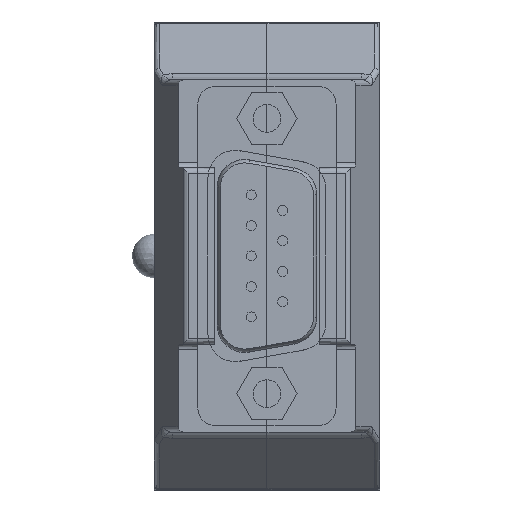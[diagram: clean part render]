
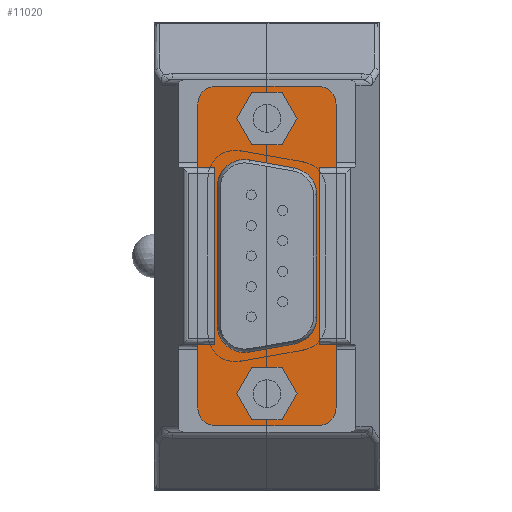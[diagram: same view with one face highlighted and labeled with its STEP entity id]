
A CAD part, left-side view. The second image highlights one B-rep face of the part: STEP entity #11020.
In plain terms, the highlighted planar face has unit normal (-1, 0, 0).
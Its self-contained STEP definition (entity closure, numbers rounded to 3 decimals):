
#9534=FACE_BOUND('',#14067,.T.);
#9535=FACE_BOUND('',#14068,.T.);
#9536=FACE_BOUND('',#14069,.T.);
#9537=FACE_BOUND('',#14070,.T.);
#10300=CIRCLE('',#30213,1.6);
#10301=CIRCLE('',#30216,1.6);
#10302=CIRCLE('',#30219,1.6);
#10303=CIRCLE('',#30222,1.6);
#10304=CIRCLE('',#30225,2.5);
#10305=CIRCLE('',#30228,2.5);
#10306=CIRCLE('',#30231,2.5);
#10307=CIRCLE('',#30234,2.5);
#10308=CIRCLE('',#30237,2.26);
#10309=CIRCLE('',#30239,2.26);
#11020=ADVANCED_FACE('',(#9534,#9535,#9536,#9537),#12160,.F.);
#12160=PLANE('',#30241);
#14067=EDGE_LOOP('',(#15895));
#14068=EDGE_LOOP('',(#15896));
#14069=EDGE_LOOP('',(#15897,#15898,#15899,#15900,#15901,#15902,#15903,#15904));
#14070=EDGE_LOOP('',(#15905,#15906,#15907,#15908,#15909,#15910,#15911,#15912));
#15895=ORIENTED_EDGE('',*,*,#23568,.F.);
#15896=ORIENTED_EDGE('',*,*,#23567,.F.);
#15897=ORIENTED_EDGE('',*,*,#23565,.F.);
#15898=ORIENTED_EDGE('',*,*,#23563,.F.);
#15899=ORIENTED_EDGE('',*,*,#23561,.F.);
#15900=ORIENTED_EDGE('',*,*,#23559,.F.);
#15901=ORIENTED_EDGE('',*,*,#23557,.F.);
#15902=ORIENTED_EDGE('',*,*,#23555,.F.);
#15903=ORIENTED_EDGE('',*,*,#23553,.F.);
#15904=ORIENTED_EDGE('',*,*,#23566,.F.);
#15905=ORIENTED_EDGE('',*,*,#23548,.F.);
#15906=ORIENTED_EDGE('',*,*,#23546,.F.);
#15907=ORIENTED_EDGE('',*,*,#23544,.F.);
#15908=ORIENTED_EDGE('',*,*,#23542,.F.);
#15909=ORIENTED_EDGE('',*,*,#23540,.F.);
#15910=ORIENTED_EDGE('',*,*,#23538,.F.);
#15911=ORIENTED_EDGE('',*,*,#23536,.F.);
#15912=ORIENTED_EDGE('',*,*,#23550,.F.);
#21509=VERTEX_POINT('',#38260);
#21510=VERTEX_POINT('',#38262);
#21511=VERTEX_POINT('',#38266);
#21512=VERTEX_POINT('',#38270);
#21513=VERTEX_POINT('',#38274);
#21514=VERTEX_POINT('',#38278);
#21515=VERTEX_POINT('',#38282);
#21516=VERTEX_POINT('',#38286);
#21517=VERTEX_POINT('',#38292);
#21518=VERTEX_POINT('',#38294);
#21519=VERTEX_POINT('',#38298);
#21520=VERTEX_POINT('',#38302);
#21521=VERTEX_POINT('',#38306);
#21522=VERTEX_POINT('',#38310);
#21523=VERTEX_POINT('',#38314);
#21524=VERTEX_POINT('',#38318);
#21525=VERTEX_POINT('',#38324);
#21526=VERTEX_POINT('',#38327);
#23536=EDGE_CURVE('',#21509,#21510,#10300,.T.);
#23538=EDGE_CURVE('',#21510,#21511,#26439,.T.);
#23540=EDGE_CURVE('',#21511,#21512,#10301,.T.);
#23542=EDGE_CURVE('',#21512,#21513,#26442,.T.);
#23544=EDGE_CURVE('',#21513,#21514,#10302,.T.);
#23546=EDGE_CURVE('',#21514,#21515,#26445,.T.);
#23548=EDGE_CURVE('',#21515,#21516,#10303,.T.);
#23550=EDGE_CURVE('',#21516,#21509,#26448,.T.);
#23553=EDGE_CURVE('',#21518,#21517,#10304,.T.);
#23555=EDGE_CURVE('',#21517,#21519,#26452,.T.);
#23557=EDGE_CURVE('',#21519,#21520,#10305,.T.);
#23559=EDGE_CURVE('',#21520,#21521,#26455,.T.);
#23561=EDGE_CURVE('',#21521,#21522,#10306,.T.);
#23563=EDGE_CURVE('',#21522,#21523,#26458,.T.);
#23565=EDGE_CURVE('',#21523,#21524,#10307,.T.);
#23566=EDGE_CURVE('',#21524,#21518,#26460,.T.);
#23567=EDGE_CURVE('',#21525,#21525,#10308,.T.);
#23568=EDGE_CURVE('',#21526,#21526,#10309,.T.);
#26439=LINE('',#38265,#28246);
#26442=LINE('',#38273,#28249);
#26445=LINE('',#38281,#28252);
#26448=LINE('',#38289,#28255);
#26452=LINE('',#38299,#28259);
#26455=LINE('',#38307,#28262);
#26458=LINE('',#38315,#28265);
#26460=LINE('',#38321,#28267);
#28246=VECTOR('',#32550,1.);
#28249=VECTOR('',#32559,1.);
#28252=VECTOR('',#32568,1.);
#28255=VECTOR('',#32577,1.);
#28259=VECTOR('',#32587,1.);
#28262=VECTOR('',#32596,1.);
#28265=VECTOR('',#32605,1.);
#28267=VECTOR('',#32613,1.);
#30213=AXIS2_PLACEMENT_3D('',#38261,#32545,#32546);
#30216=AXIS2_PLACEMENT_3D('',#38269,#32554,#32555);
#30219=AXIS2_PLACEMENT_3D('',#38277,#32563,#32564);
#30222=AXIS2_PLACEMENT_3D('',#38285,#32572,#32573);
#30225=AXIS2_PLACEMENT_3D('',#38295,#32582,#32583);
#30228=AXIS2_PLACEMENT_3D('',#38303,#32591,#32592);
#30231=AXIS2_PLACEMENT_3D('',#38311,#32600,#32601);
#30234=AXIS2_PLACEMENT_3D('',#38319,#32609,#32610);
#30237=AXIS2_PLACEMENT_3D('',#38323,#32616,#32617);
#30239=AXIS2_PLACEMENT_3D('',#38326,#32620,#32621);
#30241=AXIS2_PLACEMENT_3D('',#38329,#32624,#32625);
#32545=DIRECTION('',(1.,0.,0.));
#32546=DIRECTION('',(0.,0.,-1.));
#32550=DIRECTION('',(0.,-1.,0.));
#32554=DIRECTION('',(1.,0.,0.));
#32555=DIRECTION('',(0.,0.,-1.));
#32559=DIRECTION('',(0.,0.,-1.));
#32563=DIRECTION('',(1.,0.,0.));
#32564=DIRECTION('',(0.,0.,-1.));
#32568=DIRECTION('',(0.,1.,0.));
#32572=DIRECTION('',(1.,0.,0.));
#32573=DIRECTION('',(0.,0.,-1.));
#32577=DIRECTION('',(0.,0.,1.));
#32582=DIRECTION('',(-1.,0.,0.));
#32583=DIRECTION('',(0.,0.,1.));
#32587=DIRECTION('',(0.,-0.985,0.174));
#32591=DIRECTION('',(-1.,0.,0.));
#32592=DIRECTION('',(0.,0.,1.));
#32596=DIRECTION('',(0.,0.,1.));
#32600=DIRECTION('',(-1.,0.,0.));
#32601=DIRECTION('',(0.,0.,1.));
#32605=DIRECTION('',(0.,0.985,0.174));
#32609=DIRECTION('',(-1.,0.,0.));
#32610=DIRECTION('',(0.,0.,1.));
#32613=DIRECTION('',(0.,0.,-1.));
#32616=DIRECTION('',(-1.,0.,0.));
#32617=DIRECTION('',(0.,0.,1.));
#32620=DIRECTION('',(-1.,0.,0.));
#32621=DIRECTION('',(0.,0.,1.));
#32624=DIRECTION('',(1.,0.,0.));
#32625=DIRECTION('',(0.,0.,-1.));
#38260=CARTESIAN_POINT('',(-0.8,6.275,13.8));
#38261=CARTESIAN_POINT('',(-0.8,4.675,13.8));
#38262=CARTESIAN_POINT('',(-0.8,4.675,15.4));
#38265=CARTESIAN_POINT('',(-0.8,0.,15.4));
#38266=CARTESIAN_POINT('',(-0.8,-4.675,15.4));
#38269=CARTESIAN_POINT('',(-0.8,-4.675,13.8));
#38270=CARTESIAN_POINT('',(-0.8,-6.275,13.8));
#38273=CARTESIAN_POINT('',(-0.8,-6.275,0.));
#38274=CARTESIAN_POINT('',(-0.8,-6.275,-13.8));
#38277=CARTESIAN_POINT('',(-0.8,-4.675,-13.8));
#38278=CARTESIAN_POINT('',(-0.8,-4.675,-15.4));
#38281=CARTESIAN_POINT('',(-0.8,0.,-15.4));
#38282=CARTESIAN_POINT('',(-0.8,4.675,-15.4));
#38285=CARTESIAN_POINT('',(-0.8,4.675,-13.8));
#38286=CARTESIAN_POINT('',(-0.8,6.275,-13.8));
#38289=CARTESIAN_POINT('',(-0.8,6.275,0.));
#38292=CARTESIAN_POINT('',(-0.8,1.591,-8.722));
#38294=CARTESIAN_POINT('',(-0.8,4.525,-6.26));
#38295=CARTESIAN_POINT('',(-0.8,2.025,-6.26));
#38298=CARTESIAN_POINT('',(-0.8,-2.459,-8.008));
#38299=CARTESIAN_POINT('',(-0.8,1.591,-8.722));
#38302=CARTESIAN_POINT('',(-0.8,-4.525,-5.546));
#38303=CARTESIAN_POINT('',(-0.8,-2.025,-5.546));
#38306=CARTESIAN_POINT('',(-0.8,-4.525,5.546));
#38307=CARTESIAN_POINT('',(-0.8,-4.525,0.));
#38310=CARTESIAN_POINT('',(-0.8,-2.459,8.008));
#38311=CARTESIAN_POINT('',(-0.8,-2.025,5.546));
#38314=CARTESIAN_POINT('',(-0.8,1.591,8.722));
#38315=CARTESIAN_POINT('',(-0.8,-2.459,8.008));
#38318=CARTESIAN_POINT('',(-0.8,4.525,6.26));
#38319=CARTESIAN_POINT('',(-0.8,2.025,6.26));
#38321=CARTESIAN_POINT('',(-0.8,4.525,0.));
#38323=CARTESIAN_POINT('',(-0.8,0.,12.495));
#38324=CARTESIAN_POINT('',(-0.8,0.,14.755));
#38326=CARTESIAN_POINT('',(-0.8,0.,-12.495));
#38327=CARTESIAN_POINT('',(-0.8,0.,-10.235));
#38329=CARTESIAN_POINT('',(-0.8,0.,0.));
